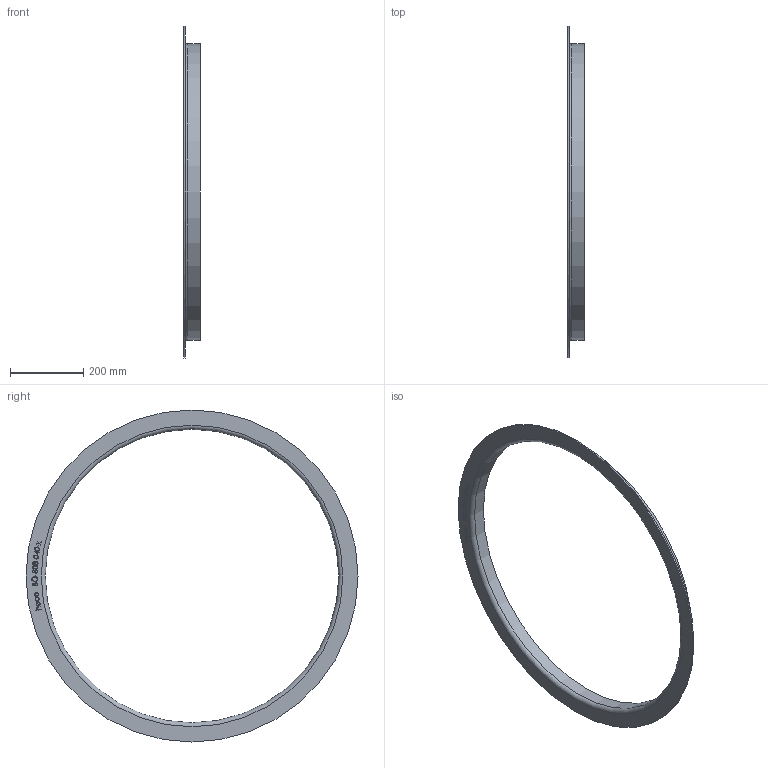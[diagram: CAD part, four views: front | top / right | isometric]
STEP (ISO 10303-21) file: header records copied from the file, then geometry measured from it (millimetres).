
FILE_DESCRIPTION (( 'STEP AP214' ), '1' );
FILE_NAME ('BÖ-808-040-x Vorschweissbördel 2012.STEP', '2020-12-08T10:44:24', ( '' ), ( '' ), 'SwSTEP 2.0', 'SolidWorks 2019', '' );
FILE_SCHEMA (( 'AUTOMOTIVE_DESIGN' ));
Length unit declared in the file: millimetre
Products named in the file (1): BÖ-808-040-x Vorschweissbördel 2012
Bounding box: 45 x 905 x 905 mm (x, y, z)
Volume: 937772.6 mm3; surface area: 490374.1 mm2
Topology: 1 solids, 1 shells, 219 faces, 553 edges, 368 vertices
Faces by surface type: bspline 121, plane 93, cylinder 3, torus 2
Full cylindrical faces by diameter (mm): 800 x1, 808 x1, 905 x1
Entity records: 15832 total; most frequent: CARTESIAN_POINT 9185, ORIENTED_EDGE 1096, EDGE_CURVE 548, DIRECTION 512, VERTEX_POINT 368, LINE 298, VECTOR 298, EDGE_LOOP 258
